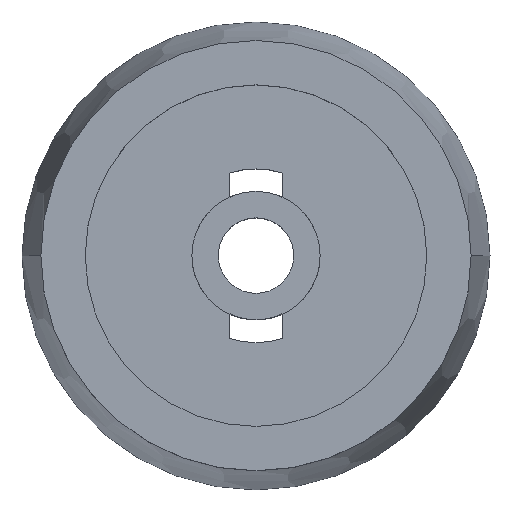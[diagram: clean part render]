
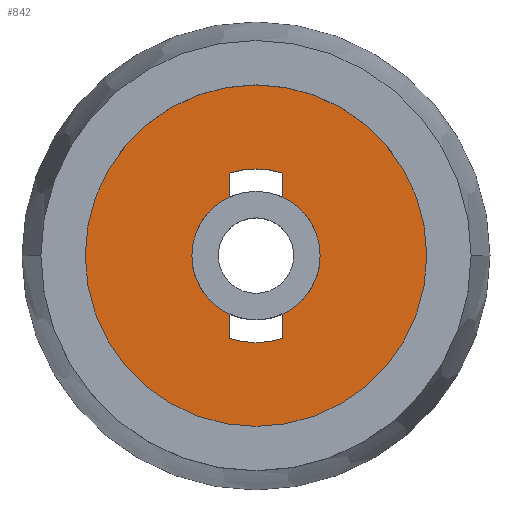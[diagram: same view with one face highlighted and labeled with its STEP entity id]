
A CAD part, top view. The second image highlights one B-rep face of the part: STEP entity #842.
In plain terms, the highlighted planar face has unit normal (0, 0, 1).
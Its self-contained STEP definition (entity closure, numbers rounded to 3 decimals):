
#29 = CARTESIAN_POINT ( 'NONE',  ( 0., 0., -2. ) ) ;
#42 = EDGE_CURVE ( 'NONE', #267, #1228, #905, .T. ) ;
#62 = VECTOR ( 'NONE', #1310, 1000. ) ;
#66 = AXIS2_PLACEMENT_3D ( 'NONE', #29, #126, #1081 ) ;
#71 = VERTEX_POINT ( 'NONE', #158 ) ;
#81 = DIRECTION ( 'NONE',  ( 0., 0., 1. ) ) ;
#86 = CARTESIAN_POINT ( 'NONE',  ( 1.7, 0., -2. ) ) ;
#126 = DIRECTION ( 'NONE',  ( 0., 0., -1. ) ) ;
#133 = CARTESIAN_POINT ( 'NONE',  ( -0.7, 1.549, -2. ) ) ;
#157 = DIRECTION ( 'NONE',  ( 0., 0., -1. ) ) ;
#158 = CARTESIAN_POINT ( 'NONE',  ( 4.525, 0., -2. ) ) ;
#175 = CIRCLE ( 'NONE', #799, 1.7 ) ;
#178 = EDGE_CURVE ( 'NONE', #1258, #305, #1096, .T. ) ;
#207 = DIRECTION ( 'NONE',  ( 0., 1., 0. ) ) ;
#253 = EDGE_CURVE ( 'NONE', #71, #778, #787, .T. ) ;
#267 = VERTEX_POINT ( 'NONE', #1112 ) ;
#283 = CARTESIAN_POINT ( 'NONE',  ( 0., 0., -2. ) ) ;
#297 = DIRECTION ( 'NONE',  ( 0., 0., 1. ) ) ;
#301 = DIRECTION ( 'NONE',  ( 0., 0., -1. ) ) ;
#304 = DIRECTION ( 'NONE',  ( -1., 0., 0. ) ) ;
#305 = VERTEX_POINT ( 'NONE', #86 ) ;
#311 = DIRECTION ( 'NONE',  ( 0., 0., 1. ) ) ;
#317 = CARTESIAN_POINT ( 'NONE',  ( 0., 0., -2. ) ) ;
#318 = CARTESIAN_POINT ( 'NONE',  ( 0.7, 0., -2. ) ) ;
#322 = VECTOR ( 'NONE', #523, 1000. ) ;
#346 = EDGE_CURVE ( 'NONE', #628, #1051, #175, .T. ) ;
#352 = VERTEX_POINT ( 'NONE', #598 ) ;
#376 = ORIENTED_EDGE ( 'NONE', *, *, #253, .F. ) ;
#388 = AXIS2_PLACEMENT_3D ( 'NONE', #692, #81, #797 ) ;
#412 = DIRECTION ( 'NONE',  ( -1., 0., 0. ) ) ;
#413 = CARTESIAN_POINT ( 'NONE',  ( -1.7, 0., -2. ) ) ;
#421 = EDGE_CURVE ( 'NONE', #778, #71, #683, .T. ) ;
#449 = CIRCLE ( 'NONE', #1295, 2.3 ) ;
#483 = ORIENTED_EDGE ( 'NONE', *, *, #833, .F. ) ;
#504 = CARTESIAN_POINT ( 'NONE',  ( 0., 0., -2. ) ) ;
#516 = AXIS2_PLACEMENT_3D ( 'NONE', #935, #301, #1040 ) ;
#522 = CARTESIAN_POINT ( 'NONE',  ( -4.525, 0., -2. ) ) ;
#523 = DIRECTION ( 'NONE',  ( 0., 1., 0. ) ) ;
#545 = EDGE_LOOP ( 'NONE', ( #376, #878 ) ) ;
#547 = EDGE_CURVE ( 'NONE', #352, #1258, #921, .T. ) ;
#548 = DIRECTION ( 'NONE',  ( 0., 0., -1. ) ) ;
#554 = CIRCLE ( 'NONE', #1328, 1.7 ) ;
#555 = DIRECTION ( 'NONE',  ( -1., 0., 0. ) ) ;
#576 = LINE ( 'NONE', #977, #322 ) ;
#583 = VECTOR ( 'NONE', #207, 1000. ) ;
#598 = CARTESIAN_POINT ( 'NONE',  ( 0.7, -2.191, -2. ) ) ;
#601 = CARTESIAN_POINT ( 'NONE',  ( 0.7, -1.549, -2. ) ) ;
#602 = FACE_BOUND ( 'NONE', #637, .T. ) ;
#609 = DIRECTION ( 'NONE',  ( 0., 1., 0. ) ) ;
#610 = EDGE_CURVE ( 'NONE', #745, #1143, #888, .T. ) ;
#611 = AXIS2_PLACEMENT_3D ( 'NONE', #504, #548, #555 ) ;
#628 = VERTEX_POINT ( 'NONE', #413 ) ;
#637 = EDGE_LOOP ( 'NONE', ( #1264, #998, #1028, #1084, #1248, #483, #1110, #726, #860, #892 ) ) ;
#645 = CARTESIAN_POINT ( 'NONE',  ( -0.7, 2.191, -2. ) ) ;
#650 = VECTOR ( 'NONE', #609, 1000. ) ;
#683 = CIRCLE ( 'NONE', #889, 4.525 ) ;
#692 = CARTESIAN_POINT ( 'NONE',  ( 0., 0., -2. ) ) ;
#704 = CARTESIAN_POINT ( 'NONE',  ( 0.7, 2.191, -2. ) ) ;
#726 = ORIENTED_EDGE ( 'NONE', *, *, #985, .T. ) ;
#745 = VERTEX_POINT ( 'NONE', #133 ) ;
#774 = CARTESIAN_POINT ( 'NONE',  ( -0.7, -1.549, -2. ) ) ;
#778 = VERTEX_POINT ( 'NONE', #522 ) ;
#787 = CIRCLE ( 'NONE', #516, 4.525 ) ;
#797 = DIRECTION ( 'NONE',  ( -1., 0., 0. ) ) ;
#799 = AXIS2_PLACEMENT_3D ( 'NONE', #946, #311, #1054 ) ;
#833 = EDGE_CURVE ( 'NONE', #745, #628, #1007, .T. ) ;
#842 = ADVANCED_FACE ( 'NONE', ( #602, #1188 ), #951, .F. ) ;
#860 = ORIENTED_EDGE ( 'NONE', *, *, #42, .F. ) ;
#866 = EDGE_CURVE ( 'NONE', #305, #267, #554, .T. ) ;
#878 = ORIENTED_EDGE ( 'NONE', *, *, #421, .F. ) ;
#888 = LINE ( 'NONE', #1156, #583 ) ;
#889 = AXIS2_PLACEMENT_3D ( 'NONE', #317, #1058, #412 ) ;
#892 = ORIENTED_EDGE ( 'NONE', *, *, #866, .F. ) ;
#905 = LINE ( 'NONE', #1000, #62 ) ;
#918 = EDGE_CURVE ( 'NONE', #352, #1163, #449, .T. ) ;
#921 = LINE ( 'NONE', #318, #650 ) ;
#935 = CARTESIAN_POINT ( 'NONE',  ( 0., 0., -2. ) ) ;
#946 = CARTESIAN_POINT ( 'NONE',  ( 0., 0., -2. ) ) ;
#951 = PLANE ( 'NONE',  #611 ) ;
#977 = CARTESIAN_POINT ( 'NONE',  ( -0.7, 0., -2. ) ) ;
#985 = EDGE_CURVE ( 'NONE', #1143, #1228, #1267, .T. ) ;
#998 = ORIENTED_EDGE ( 'NONE', *, *, #547, .F. ) ;
#1000 = CARTESIAN_POINT ( 'NONE',  ( 0.7, 0., -2. ) ) ;
#1006 = DIRECTION ( 'NONE',  ( -1., 0., 0. ) ) ;
#1007 = CIRCLE ( 'NONE', #1014, 1.7 ) ;
#1014 = AXIS2_PLACEMENT_3D ( 'NONE', #1068, #1061, #1057 ) ;
#1028 = ORIENTED_EDGE ( 'NONE', *, *, #918, .T. ) ;
#1040 = DIRECTION ( 'NONE',  ( -1., 0., 0. ) ) ;
#1051 = VERTEX_POINT ( 'NONE', #774 ) ;
#1054 = DIRECTION ( 'NONE',  ( -1., 0., 0. ) ) ;
#1057 = DIRECTION ( 'NONE',  ( -1., 0., 0. ) ) ;
#1058 = DIRECTION ( 'NONE',  ( 0., 0., -1. ) ) ;
#1061 = DIRECTION ( 'NONE',  ( 0., 0., 1. ) ) ;
#1068 = CARTESIAN_POINT ( 'NONE',  ( 0., 0., -2. ) ) ;
#1081 = DIRECTION ( 'NONE',  ( -1., 0., 0. ) ) ;
#1084 = ORIENTED_EDGE ( 'NONE', *, *, #1203, .T. ) ;
#1096 = CIRCLE ( 'NONE', #388, 1.7 ) ;
#1100 = CARTESIAN_POINT ( 'NONE',  ( 0., 0., -2. ) ) ;
#1109 = CARTESIAN_POINT ( 'NONE',  ( -0.7, -2.191, -2. ) ) ;
#1110 = ORIENTED_EDGE ( 'NONE', *, *, #610, .T. ) ;
#1112 = CARTESIAN_POINT ( 'NONE',  ( 0.7, 1.549, -2. ) ) ;
#1143 = VERTEX_POINT ( 'NONE', #645 ) ;
#1156 = CARTESIAN_POINT ( 'NONE',  ( -0.7, 0., -2. ) ) ;
#1163 = VERTEX_POINT ( 'NONE', #1109 ) ;
#1188 = FACE_OUTER_BOUND ( 'NONE', #545, .T. ) ;
#1203 = EDGE_CURVE ( 'NONE', #1163, #1051, #576, .T. ) ;
#1228 = VERTEX_POINT ( 'NONE', #704 ) ;
#1248 = ORIENTED_EDGE ( 'NONE', *, *, #346, .F. ) ;
#1258 = VERTEX_POINT ( 'NONE', #601 ) ;
#1264 = ORIENTED_EDGE ( 'NONE', *, *, #178, .F. ) ;
#1267 = CIRCLE ( 'NONE', #66, 2.3 ) ;
#1295 = AXIS2_PLACEMENT_3D ( 'NONE', #1100, #157, #1006 ) ;
#1310 = DIRECTION ( 'NONE',  ( 0., 1., 0. ) ) ;
#1328 = AXIS2_PLACEMENT_3D ( 'NONE', #283, #297, #304 ) ;
